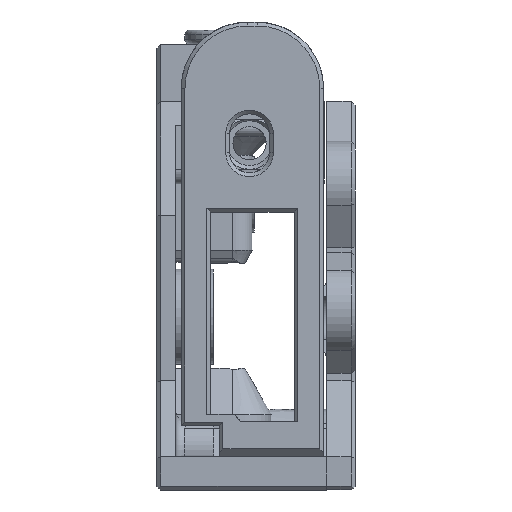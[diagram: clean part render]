
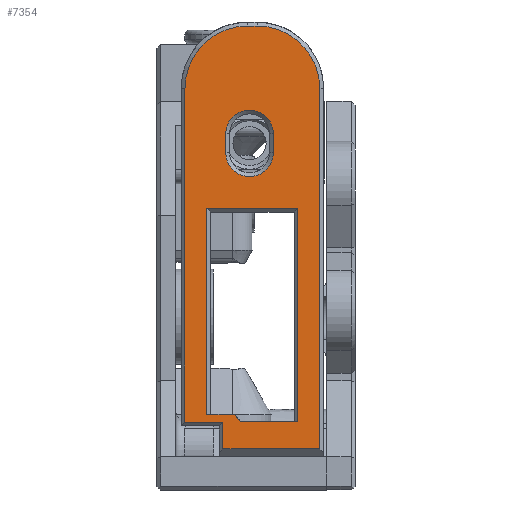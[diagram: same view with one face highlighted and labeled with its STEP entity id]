
A CAD part, front view. The second image highlights one B-rep face of the part: STEP entity #7354.
In plain terms, the highlighted planar face has unit normal (0, -1, -0.005).
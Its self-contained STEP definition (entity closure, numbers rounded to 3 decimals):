
#307=FACE_BOUND('',#1058,.T.);
#308=FACE_BOUND('',#1059,.T.);
#361=CIRCLE('',#7836,6.6);
#362=CIRCLE('',#7837,6.6);
#363=CIRCLE('',#7838,2.5);
#364=CIRCLE('',#7839,2.5);
#627=FACE_OUTER_BOUND('',#1057,.T.);
#1057=EDGE_LOOP('',(#4861,#4862,#4863,#4864,#4865,#4866,#4867,#4868));
#1058=EDGE_LOOP('',(#4869,#4870,#4871,#4872));
#1059=EDGE_LOOP('',(#4873,#4874,#4875,#4876,#4877,#4878));
#1540=LINE('',#10612,#2286);
#1547=LINE('',#10625,#2293);
#1548=LINE('',#10629,#2294);
#1549=LINE('',#10631,#2295);
#1550=LINE('',#10633,#2296);
#1551=LINE('',#10635,#2297);
#1552=LINE('',#10637,#2298);
#1553=LINE('',#10641,#2299);
#1554=LINE('',#10645,#2300);
#1555=LINE('',#10649,#2301);
#1556=LINE('',#10652,#2302);
#1557=LINE('',#10654,#2303);
#1558=LINE('',#10656,#2304);
#1559=LINE('',#10657,#2305);
#2286=VECTOR('',#8514,10.);
#2293=VECTOR('',#8523,10.);
#2294=VECTOR('',#8526,10.);
#2295=VECTOR('',#8527,10.);
#2296=VECTOR('',#8528,10.);
#2297=VECTOR('',#8529,10.);
#2298=VECTOR('',#8530,10.);
#2299=VECTOR('',#8533,10.);
#2300=VECTOR('',#8536,10.);
#2301=VECTOR('',#8539,10.);
#2302=VECTOR('',#8542,10.);
#2303=VECTOR('',#8543,10.);
#2304=VECTOR('',#8544,10.);
#2305=VECTOR('',#8545,10.);
#3032=VERTEX_POINT('',#10609);
#3033=VERTEX_POINT('',#10611);
#3038=VERTEX_POINT('',#10623);
#3039=VERTEX_POINT('',#10627);
#3040=VERTEX_POINT('',#10628);
#3041=VERTEX_POINT('',#10630);
#3042=VERTEX_POINT('',#10632);
#3043=VERTEX_POINT('',#10634);
#3044=VERTEX_POINT('',#10636);
#3045=VERTEX_POINT('',#10638);
#3046=VERTEX_POINT('',#10640);
#3047=VERTEX_POINT('',#10643);
#3048=VERTEX_POINT('',#10644);
#3049=VERTEX_POINT('',#10646);
#3050=VERTEX_POINT('',#10648);
#3051=VERTEX_POINT('',#10651);
#3052=VERTEX_POINT('',#10653);
#3053=VERTEX_POINT('',#10655);
#3737=EDGE_CURVE('',#3033,#3032,#1540,.T.);
#3744=EDGE_CURVE('',#3038,#3032,#1547,.T.);
#3745=EDGE_CURVE('',#3039,#3040,#1548,.T.);
#3746=EDGE_CURVE('',#3041,#3039,#1549,.T.);
#3747=EDGE_CURVE('',#3042,#3041,#1550,.T.);
#3748=EDGE_CURVE('',#3043,#3042,#1551,.T.);
#3749=EDGE_CURVE('',#3044,#3043,#1552,.T.);
#3750=EDGE_CURVE('',#3045,#3044,#361,.T.);
#3751=EDGE_CURVE('',#3046,#3045,#1553,.T.);
#3752=EDGE_CURVE('',#3040,#3046,#362,.T.);
#3753=EDGE_CURVE('',#3047,#3048,#1554,.T.);
#3754=EDGE_CURVE('',#3049,#3047,#363,.T.);
#3755=EDGE_CURVE('',#3050,#3049,#1555,.T.);
#3756=EDGE_CURVE('',#3048,#3050,#364,.T.);
#3757=EDGE_CURVE('',#3051,#3038,#1556,.T.);
#3758=EDGE_CURVE('',#3052,#3051,#1557,.T.);
#3759=EDGE_CURVE('',#3053,#3052,#1558,.T.);
#3760=EDGE_CURVE('',#3033,#3053,#1559,.T.);
#4861=ORIENTED_EDGE('',*,*,#3745,.F.);
#4862=ORIENTED_EDGE('',*,*,#3746,.F.);
#4863=ORIENTED_EDGE('',*,*,#3747,.F.);
#4864=ORIENTED_EDGE('',*,*,#3748,.F.);
#4865=ORIENTED_EDGE('',*,*,#3749,.F.);
#4866=ORIENTED_EDGE('',*,*,#3750,.F.);
#4867=ORIENTED_EDGE('',*,*,#3751,.F.);
#4868=ORIENTED_EDGE('',*,*,#3752,.F.);
#4869=ORIENTED_EDGE('',*,*,#3753,.F.);
#4870=ORIENTED_EDGE('',*,*,#3754,.F.);
#4871=ORIENTED_EDGE('',*,*,#3755,.F.);
#4872=ORIENTED_EDGE('',*,*,#3756,.F.);
#4873=ORIENTED_EDGE('',*,*,#3744,.F.);
#4874=ORIENTED_EDGE('',*,*,#3757,.F.);
#4875=ORIENTED_EDGE('',*,*,#3758,.F.);
#4876=ORIENTED_EDGE('',*,*,#3759,.F.);
#4877=ORIENTED_EDGE('',*,*,#3760,.F.);
#4878=ORIENTED_EDGE('',*,*,#3737,.T.);
#7083=PLANE('',#7835);
#7354=ADVANCED_FACE('',(#627,#307,#308),#7083,.T.);
#7835=AXIS2_PLACEMENT_3D('',#10626,#8524,#8525);
#7836=AXIS2_PLACEMENT_3D('',#10639,#8531,#8532);
#7837=AXIS2_PLACEMENT_3D('',#10642,#8534,#8535);
#7838=AXIS2_PLACEMENT_3D('',#10647,#8537,#8538);
#7839=AXIS2_PLACEMENT_3D('',#10650,#8540,#8541);
#8514=DIRECTION('',(-1.,0.,0.));
#8523=DIRECTION('',(0.707,0.004,-0.707));
#8524=DIRECTION('center_axis',(0.,-1.,
-0.005));
#8525=DIRECTION('ref_axis',(0.,0.005,-1.));
#8526=DIRECTION('',(0.,-0.005,1.));
#8527=DIRECTION('',(-1.,0.,0.));
#8528=DIRECTION('',(0.,-0.005,1.));
#8529=DIRECTION('',(-1.,0.,0.));
#8530=DIRECTION('',(0.,0.005,-1.));
#8531=DIRECTION('center_axis',(0.,1.,
0.005));
#8532=DIRECTION('ref_axis',(0.707,-0.004,0.707));
#8533=DIRECTION('',(1.,0.,0.));
#8534=DIRECTION('center_axis',(0.,1.,
0.005));
#8535=DIRECTION('ref_axis',(-0.707,-0.004,0.707));
#8536=DIRECTION('',(0.,-0.005,1.));
#8537=DIRECTION('center_axis',(0.,-1.,
-0.005));
#8538=DIRECTION('ref_axis',(-1.,0.,0.));
#8539=DIRECTION('',(0.,0.005,-1.));
#8540=DIRECTION('center_axis',(0.,-1.,
-0.005));
#8541=DIRECTION('ref_axis',(1.,0.,0.));
#8542=DIRECTION('',(1.,0.,0.));
#8543=DIRECTION('',(0.,0.005,-1.));
#8544=DIRECTION('',(-1.,0.,0.));
#8545=DIRECTION('',(0.,-0.005,1.));
#10609=CARTESIAN_POINT('',(-53.262,1.957,9.919));
#10611=CARTESIAN_POINT('',(-47.262,1.957,9.919));
#10612=CARTESIAN_POINT('',(-53.612,1.957,9.919));
#10623=CARTESIAN_POINT('',(-53.962,1.954,10.619));
#10625=CARTESIAN_POINT('',(-65.817,1.89,22.474));
#10626=CARTESIAN_POINT('Origin',(-59.562,1.725,52.94));
#10627=CARTESIAN_POINT('',(-59.162,1.958,9.86));
#10628=CARTESIAN_POINT('',(-59.162,1.768,44.94));
#10629=CARTESIAN_POINT('',(-59.162,1.797,39.637));
#10630=CARTESIAN_POINT('',(-55.162,1.958,9.86));
#10631=CARTESIAN_POINT('',(-59.562,1.958,9.86));
#10632=CARTESIAN_POINT('',(-55.162,1.973,7.034));
#10633=CARTESIAN_POINT('',(-55.162,1.853,29.19));
#10634=CARTESIAN_POINT('',(-44.962,1.973,7.034));
#10635=CARTESIAN_POINT('',(-52.062,1.973,7.034));
#10636=CARTESIAN_POINT('',(-44.962,1.768,44.94));
#10637=CARTESIAN_POINT('',(-44.962,1.797,39.637));
#10638=CARTESIAN_POINT('',(-51.562,1.733,51.54));
#10639=CARTESIAN_POINT('Origin',(-51.562,1.768,44.94));
#10640=CARTESIAN_POINT('',(-52.562,1.733,51.54));
#10641=CARTESIAN_POINT('',(-59.562,1.733,51.54));
#10642=CARTESIAN_POINT('Origin',(-52.562,1.768,44.94));
#10643=CARTESIAN_POINT('',(-49.862,1.805,38.19));
#10644=CARTESIAN_POINT('',(-49.862,1.794,40.19));
#10645=CARTESIAN_POINT('',(-49.862,1.759,46.565));
#10646=CARTESIAN_POINT('',(-54.862,1.805,38.19));
#10647=CARTESIAN_POINT('Origin',(-52.362,1.805,38.19));
#10648=CARTESIAN_POINT('',(-54.862,1.794,40.19));
#10649=CARTESIAN_POINT('',(-54.862,1.765,45.565));
#10650=CARTESIAN_POINT('Origin',(-52.362,1.794,40.19));
#10651=CARTESIAN_POINT('',(-56.862,1.954,10.619));
#10652=CARTESIAN_POINT('',(-56.462,1.954,10.619));
#10653=CARTESIAN_POINT('',(-56.862,1.836,32.362));
#10654=CARTESIAN_POINT('',(-56.862,1.833,32.929));
#10655=CARTESIAN_POINT('',(-47.262,1.836,32.362));
#10656=CARTESIAN_POINT('',(-58.012,1.836,32.362));
#10657=CARTESIAN_POINT('',(-47.262,1.79,40.951));
